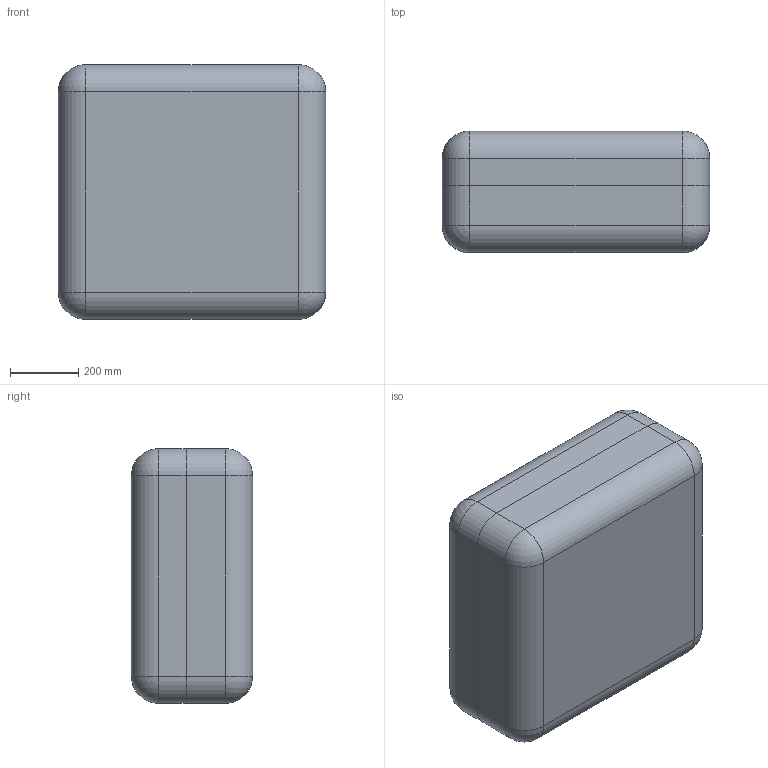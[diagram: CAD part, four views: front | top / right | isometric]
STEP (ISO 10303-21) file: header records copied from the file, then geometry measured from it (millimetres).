
FILE_DESCRIPTION (( 'STEP AP214' ), '1' );
FILE_NAME ('Êîíòåéíåð ÀÄÌÈÐÀË®ÏÐÎÔÅÑÑÈÎÍÀËÜÍÛÅ 090_óïðîùåííàÿ 3D-ìîäåëü.STEP', '2025-08-22T12:37:24', ( '' ), ( '' ), 'SwSTEP 2.0', 'SolidWorks 2021', '' );
FILE_SCHEMA (( 'AUTOMOTIVE_DESIGN' ));
Length unit declared in the file: millimetre
Products named in the file (3): Êîíòåéíåð ÀÄÌÈÐÀË®ÏÐÎÔÅÑÑÈÎÍÀËÜÍÛÅ 090_óïðîùåííàÿ 3D-ìîäåëü; Base_90.STEP; Lid 94.STEP
Assembly tree (2 placements, depth 2):
  Êîíòåéíåð ÀÄÌÈÐÀË®ÏÐÎÔÅÑÑÈÎÍÀËÜÍÛÅ 090_óïðîùåííàÿ 3D-ìîäåëü
    Base_90.STEP
    Lid 94.STEP
Bounding box: 782.58 x 355.25 x 745.44 mm (x, y, z)
Volume: 102315564.1 mm3; surface area: 4625047.1 mm2
Topology: 2 solids, 2 shells, 1470 faces, 3634 edges, 2066 vertices
Faces by surface type: cylinder 564, bspline 306, plane 304, torus 240, sphere 32, cone 24
Entity records: 56045 total; most frequent: CARTESIAN_POINT 23684, ORIENTED_EDGE 7060, DIRECTION 6624, EDGE_CURVE 3530, AXIS2_PLACEMENT_3D 2655, VERTEX_POINT 2066, EDGE_LOOP 1488, CIRCLE 1486
